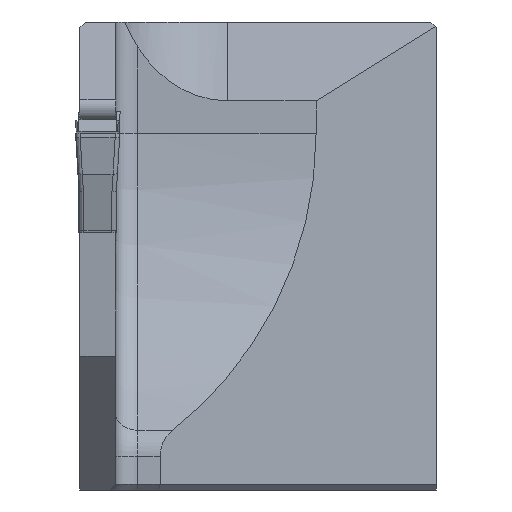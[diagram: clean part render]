
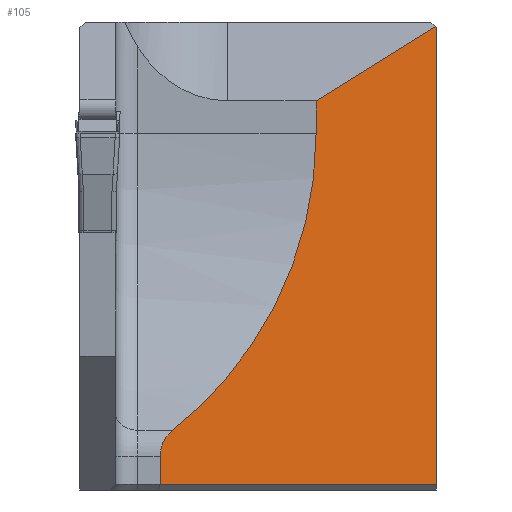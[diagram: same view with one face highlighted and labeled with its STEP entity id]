
A CAD part, left-side view. The second image highlights one B-rep face of the part: STEP entity #105.
In plain terms, the highlighted planar face has unit normal (-0.707, -0.707, 0).
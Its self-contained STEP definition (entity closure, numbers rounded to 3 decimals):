
#57=PLANE('',#1403);
#105=ADVANCED_FACE('',(#201),#57,.F.);
#201=FACE_OUTER_BOUND('',#274,.T.);
#274=EDGE_LOOP('',(#698,#699,#700,#701,#702,#703,#704,#705));
#348=ELLIPSE('',#1401,24.042,17.);
#349=ELLIPSE('',#1402,2.121,1.5);
#391=LINE('',#1945,#532);
#393=LINE('',#1951,#534);
#394=LINE('',#1954,#535);
#395=LINE('',#1956,#536);
#396=LINE('',#1961,#537);
#397=LINE('',#1963,#538);
#532=VECTOR('',#1542,1.);
#534=VECTOR('',#1548,1.);
#535=VECTOR('',#1549,1.);
#536=VECTOR('',#1550,1.);
#537=VECTOR('',#1555,1.);
#538=VECTOR('',#1556,1.);
#698=ORIENTED_EDGE('',*,*,#1212,.F.);
#699=ORIENTED_EDGE('',*,*,#1213,.T.);
#700=ORIENTED_EDGE('',*,*,#1214,.F.);
#701=ORIENTED_EDGE('',*,*,#1209,.T.);
#702=ORIENTED_EDGE('',*,*,#1215,.T.);
#703=ORIENTED_EDGE('',*,*,#1216,.T.);
#704=ORIENTED_EDGE('',*,*,#1217,.T.);
#705=ORIENTED_EDGE('',*,*,#1218,.T.);
#1081=VERTEX_POINT('',#1944);
#1082=VERTEX_POINT('',#1946);
#1084=VERTEX_POINT('',#1952);
#1085=VERTEX_POINT('',#1953);
#1086=VERTEX_POINT('',#1955);
#1087=VERTEX_POINT('',#1958);
#1088=VERTEX_POINT('',#1960);
#1089=VERTEX_POINT('',#1962);
#1209=EDGE_CURVE('',#1082,#1081,#391,.T.);
#1212=EDGE_CURVE('',#1084,#1085,#393,.T.);
#1213=EDGE_CURVE('',#1084,#1086,#394,.T.);
#1214=EDGE_CURVE('',#1082,#1086,#395,.T.);
#1215=EDGE_CURVE('',#1081,#1087,#348,.T.);
#1216=EDGE_CURVE('',#1087,#1088,#349,.T.);
#1217=EDGE_CURVE('',#1088,#1089,#396,.T.);
#1218=EDGE_CURVE('',#1089,#1085,#397,.T.);
#1401=AXIS2_PLACEMENT_3D('',#1957,#1551,#1552);
#1402=AXIS2_PLACEMENT_3D('',#1959,#1553,#1554);
#1403=AXIS2_PLACEMENT_3D('',#1964,#1557,#1558);
#1542=DIRECTION('',(0.,0.,-1.));
#1548=DIRECTION('',(0.,0.,-1.));
#1549=DIRECTION('',(-0.577,0.577,0.577));
#1550=DIRECTION('',(0.647,-0.647,0.404));
#1551=DIRECTION('',(0.707,0.707,0.));
#1552=DIRECTION('',(-0.707,0.707,0.));
#1553=DIRECTION('',(-0.707,-0.707,0.));
#1554=DIRECTION('',(-0.707,0.707,0.));
#1555=DIRECTION('',(0.,0.,-1.));
#1556=DIRECTION('',(0.707,-0.707,0.));
#1557=DIRECTION('',(0.707,0.707,0.));
#1558=DIRECTION('',(0.707,-0.707,0.));
#1944=CARTESIAN_POINT('',(17.,5.4,0.));
#1945=CARTESIAN_POINT('',(17.,5.4,5.));
#1946=CARTESIAN_POINT('',(17.,5.4,1.462));
#1951=CARTESIAN_POINT('',(22.4,0.,-22.));
#1952=CARTESIAN_POINT('',(22.4,0.,4.75));
#1953=CARTESIAN_POINT('',(22.4,0.,-15.75));
#1954=CARTESIAN_POINT('',(14.767,7.633,12.383));
#1955=CARTESIAN_POINT('',(22.347,0.053,4.803));
#1956=CARTESIAN_POINT('',(5.01,17.39,-6.03));
#1957=CARTESIAN_POINT('',(0.,22.4,0.));
#1958=CARTESIAN_POINT('',(10.568,11.832,-13.316));
#1959=CARTESIAN_POINT('',(11.5,10.9,-14.491));
#1960=CARTESIAN_POINT('',(10.,12.4,-14.491));
#1961=CARTESIAN_POINT('',(10.,12.4,-22.));
#1962=CARTESIAN_POINT('',(10.,12.4,-15.75));
#1963=CARTESIAN_POINT('',(10.,12.4,-15.75));
#1964=CARTESIAN_POINT('',(10.,12.4,-22.));
